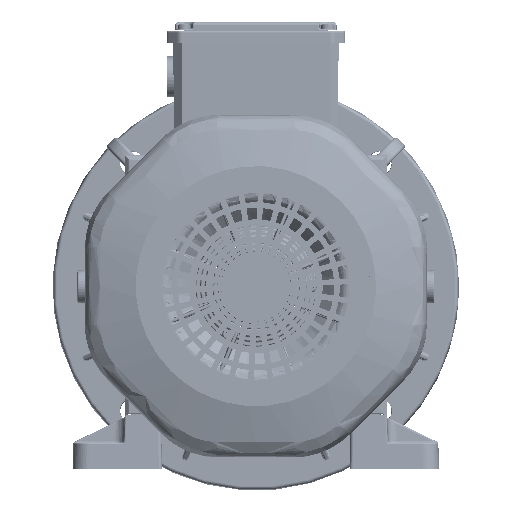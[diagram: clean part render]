
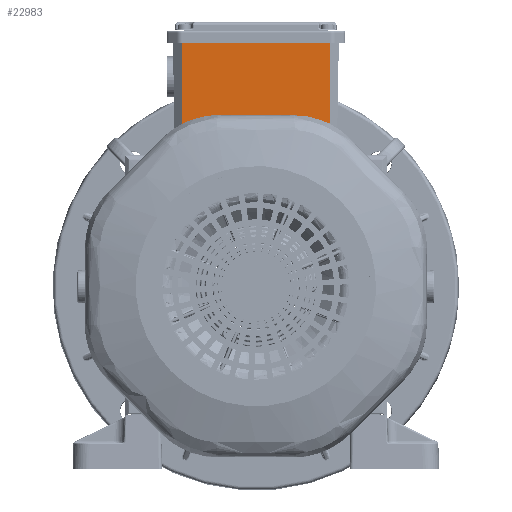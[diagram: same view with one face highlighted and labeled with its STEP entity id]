
A CAD part, top view. The second image highlights one B-rep face of the part: STEP entity #22983.
In plain terms, the highlighted planar face has unit normal (0, -0.018, 1).
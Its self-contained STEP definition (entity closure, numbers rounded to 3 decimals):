
#16692=PLANE('',#148159);
#22983=ADVANCED_FACE('',(#33177),#16692,.T.);
#33177=FACE_OUTER_BOUND('',#41016,.T.);
#41016=EDGE_LOOP('',(#74668,#74669,#74670,#74671));
#74668=ORIENTED_EDGE('',*,*,#118219,.T.);
#74669=ORIENTED_EDGE('',*,*,#118218,.F.);
#74670=ORIENTED_EDGE('',*,*,#118220,.F.);
#74671=ORIENTED_EDGE('',*,*,#118221,.T.);
#97141=VERTEX_POINT('',#265546);
#97144=VERTEX_POINT('',#265551);
#97145=VERTEX_POINT('',#265555);
#97146=VERTEX_POINT('',#265557);
#118218=EDGE_CURVE('',#97144,#97141,#131009,.T.);
#118219=EDGE_CURVE('',#97145,#97141,#131010,.T.);
#118220=EDGE_CURVE('',#97146,#97144,#131011,.T.);
#118221=EDGE_CURVE('',#97146,#97145,#131012,.T.);
#131009=LINE('',#265552,#138045);
#131010=LINE('',#265554,#138046);
#131011=LINE('',#265556,#138047);
#131012=LINE('',#265558,#138048);
#138045=VECTOR('',#175502,1.);
#138046=VECTOR('',#175505,1.);
#138047=VECTOR('',#175506,1.);
#138048=VECTOR('',#175507,1.);
#148159=AXIS2_PLACEMENT_3D('',#265559,#175508,#175509);
#175502=DIRECTION('',(-0.007,1.,0.017));
#175505=DIRECTION('',(-1.,0.,0.));
#175506=DIRECTION('',(-1.,0.,0.));
#175507=DIRECTION('',(0.007,1.,0.017));
#175508=DIRECTION('',(0.,-0.017,1.));
#175509=DIRECTION('',(0.,1.,0.017));
#265546=CARTESIAN_POINT('',(-45.548,149.5,75.408));
#265551=CARTESIAN_POINT('',(-45.172,97.5,74.5));
#265552=CARTESIAN_POINT('',(-45.172,97.5,74.5));
#265554=CARTESIAN_POINT('',(52.,149.5,75.408));
#265555=CARTESIAN_POINT('',(45.548,149.5,75.408));
#265556=CARTESIAN_POINT('',(45.172,97.5,74.5));
#265557=CARTESIAN_POINT('',(45.172,97.5,74.5));
#265558=CARTESIAN_POINT('',(45.172,97.5,74.5));
#265559=CARTESIAN_POINT('',(45.172,97.5,74.5));
